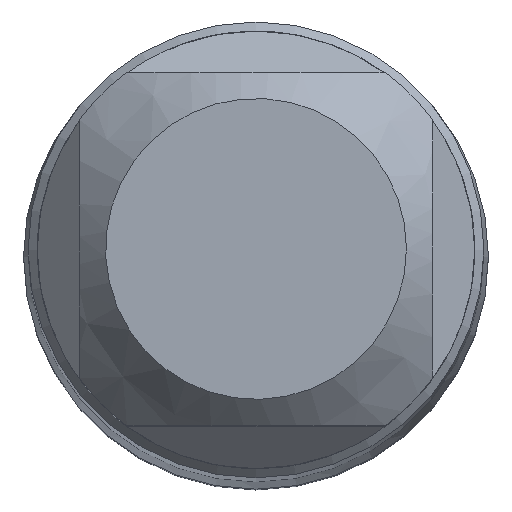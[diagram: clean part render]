
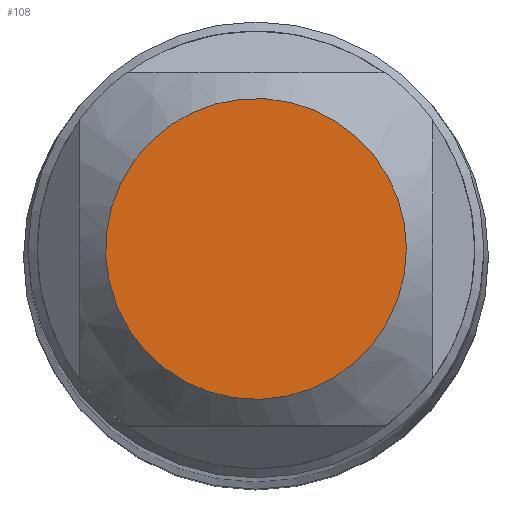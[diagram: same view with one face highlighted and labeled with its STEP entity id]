
A CAD part, top view. The second image highlights one B-rep face of the part: STEP entity #108.
In plain terms, the highlighted planar face has unit normal (0, 0, 1).
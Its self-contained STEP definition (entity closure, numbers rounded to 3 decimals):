
#43=PLANE('',#445);
#55=FACE_OUTER_BOUND('',#180,.T.);
#108=ADVANCED_FACE('',(#55),#43,.F.);
#180=EDGE_LOOP('',(#242));
#242=ORIENTED_EDGE('',*,*,#314,.T.);
#282=VERTEX_POINT('',#620);
#314=EDGE_CURVE('',#282,#282,#353,.T.);
#353=CIRCLE('',#420,2.64);
#420=AXIS2_PLACEMENT_3D('',#619,#477,#478);
#445=AXIS2_PLACEMENT_3D('',#701,#535,#536);
#477=DIRECTION('',(0.,0.,1.));
#478=DIRECTION('',(1.,0.,0.));
#535=DIRECTION('',(0.,0.,-1.));
#536=DIRECTION('',(-1.,0.,0.));
#619=CARTESIAN_POINT('',(0.,0.,0.));
#620=CARTESIAN_POINT('',(2.64,0.,0.));
#701=CARTESIAN_POINT('',(4.2,0.,0.));
